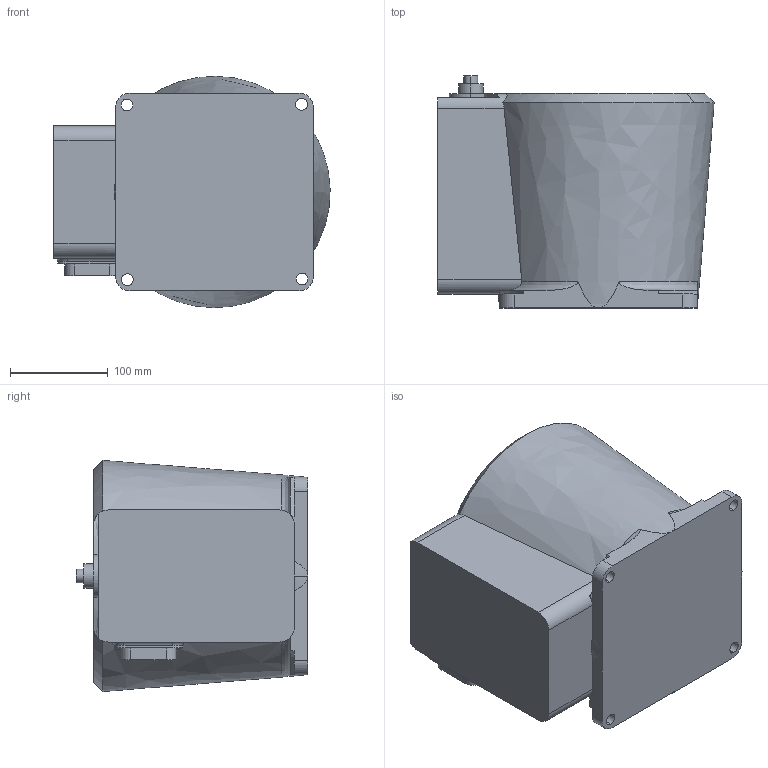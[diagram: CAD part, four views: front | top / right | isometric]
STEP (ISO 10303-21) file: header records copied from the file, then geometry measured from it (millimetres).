
FILE_DESCRIPTION (( 'STEP AP203' ), '1' );
FILE_NAME ('0_默认_sldprt.STEP', '2024-05-21T09:59:24', ( '' ), ( '' ), 'SwSTEP 2.0', 'SolidWorks 2022', '' );
FILE_SCHEMA (( 'CONFIG_CONTROL_DESIGN' ));
Length unit declared in the file: millimetre
Products named in the file (1): 0_默认_sldprt
Bounding box: 282.41 x 237 x 236.48 mm (x, y, z)
Volume: 10185833.2 mm3; surface area: 289885.2 mm2
Topology: 1 solids, 1 shells, 89 faces, 240 edges, 156 vertices
Faces by surface type: plane 38, cylinder 37, bspline 11, torus 3
Entity records: 5717 total; most frequent: CARTESIAN_POINT 3462, ORIENTED_EDGE 480, DIRECTION 420, EDGE_CURVE 240, VERTEX_POINT 156, AXIS2_PLACEMENT_3D 155, LINE 110, VECTOR 110
